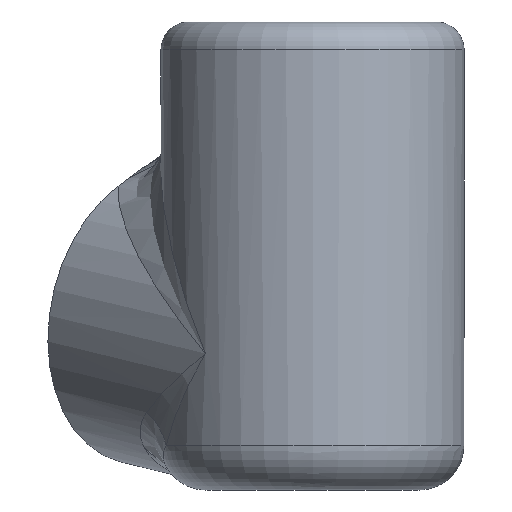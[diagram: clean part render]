
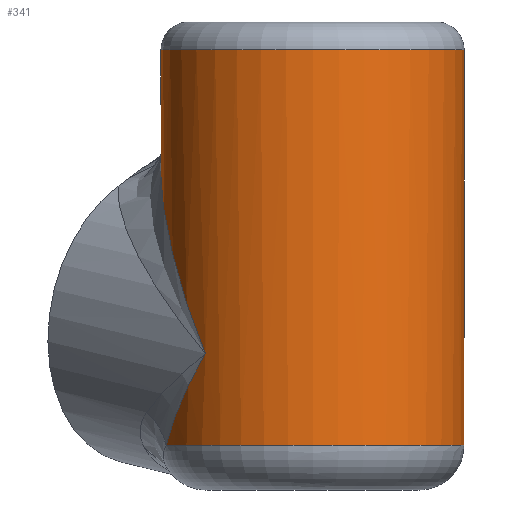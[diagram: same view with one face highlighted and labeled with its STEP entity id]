
A CAD part, left-side view. The second image highlights one B-rep face of the part: STEP entity #341.
In plain terms, the highlighted cylindrical face has radius 6.8 mm (diameter 13.6 mm), a full revolution.
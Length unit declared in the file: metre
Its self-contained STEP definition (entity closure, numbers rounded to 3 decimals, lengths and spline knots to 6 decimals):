
#75=ELLIPSE('',#379,0.013515,0.0068);
#76=ELLIPSE('',#389,0.010671,0.0068);
#77=ELLIPSE('',#391,0.010671,0.0068);
#106=ORIENTED_EDGE('',*,*,#192,.T.);
#107=ORIENTED_EDGE('',*,*,#190,.T.);
#108=ORIENTED_EDGE('',*,*,#200,.T.);
#109=ORIENTED_EDGE('',*,*,#201,.T.);
#110=ORIENTED_EDGE('',*,*,#202,.T.);
#190=EDGE_CURVE('',#227,#230,#75,.T.);
#192=EDGE_CURVE('',#239,#239,#260,.T.);
#200=EDGE_CURVE('',#230,#246,#76,.T.);
#201=EDGE_CURVE('',#246,#247,#264,.F.);
#202=EDGE_CURVE('',#247,#227,#77,.T.);
#227=VERTEX_POINT('',#516);
#230=VERTEX_POINT('',#535);
#239=VERTEX_POINT('',#651);
#246=VERTEX_POINT('',#669);
#247=VERTEX_POINT('',#671);
#260=CIRCLE('',#382,0.0068);
#264=CIRCLE('',#390,0.0068);
#281=EDGE_LOOP('',(#106));
#282=EDGE_LOOP('',(#107,#108,#109,#110));
#310=FACE_BOUND('',#281,.T.);
#311=FACE_BOUND('',#282,.T.);
#334=CYLINDRICAL_SURFACE('',#388,0.0068);
#341=ADVANCED_FACE('',(#310,#311),#334,.T.);
#379=AXIS2_PLACEMENT_3D('',#646,#432,#433);
#382=AXIS2_PLACEMENT_3D('',#650,#438,#439);
#388=AXIS2_PLACEMENT_3D('',#667,#454,#455);
#389=AXIS2_PLACEMENT_3D('',#668,#456,#457);
#390=AXIS2_PLACEMENT_3D('',#670,#458,#459);
#391=AXIS2_PLACEMENT_3D('',#672,#460,#461);
#432=DIRECTION('',(-0.611,-0.611,0.503));
#433=DIRECTION('',(0.356,0.356,0.864));
#438=DIRECTION('',(0.,0.,-1.));
#439=DIRECTION('',(-1.,0.,0.));
#454=DIRECTION('',(0.,0.,-1.));
#455=DIRECTION('',(-1.,0.,0.));
#456=DIRECTION('',(-0.545,-0.545,-0.637));
#457=DIRECTION('',(0.451,0.451,-0.771));
#458=DIRECTION('',(0.,0.,-1.));
#459=DIRECTION('',(-1.,0.,0.));
#460=DIRECTION('',(-0.545,-0.545,-0.637));
#461=DIRECTION('',(0.451,0.451,-0.771));
#516=CARTESIAN_POINT('',(-0.068392,-0.078008,0.003124));
#535=CARTESIAN_POINT('',(-0.078008,-0.068392,0.003124));
#646=CARTESIAN_POINT('',(-0.0732,-0.0732,0.003124));
#650=CARTESIAN_POINT('',(-0.0732,-0.0732,0.01675));
#651=CARTESIAN_POINT('',(-0.08,-0.0732,0.01675));
#667=CARTESIAN_POINT('',(-0.0732,-0.0732,0.018));
#668=CARTESIAN_POINT('',(-0.0732,-0.0732,0.003124));
#669=CARTESIAN_POINT('',(-0.074948,-0.066629,-0.001));
#670=CARTESIAN_POINT('',(-0.0732,-0.0732,-0.001));
#671=CARTESIAN_POINT('',(-0.066629,-0.074948,-0.001));
#672=CARTESIAN_POINT('',(-0.0732,-0.0732,0.003124));
